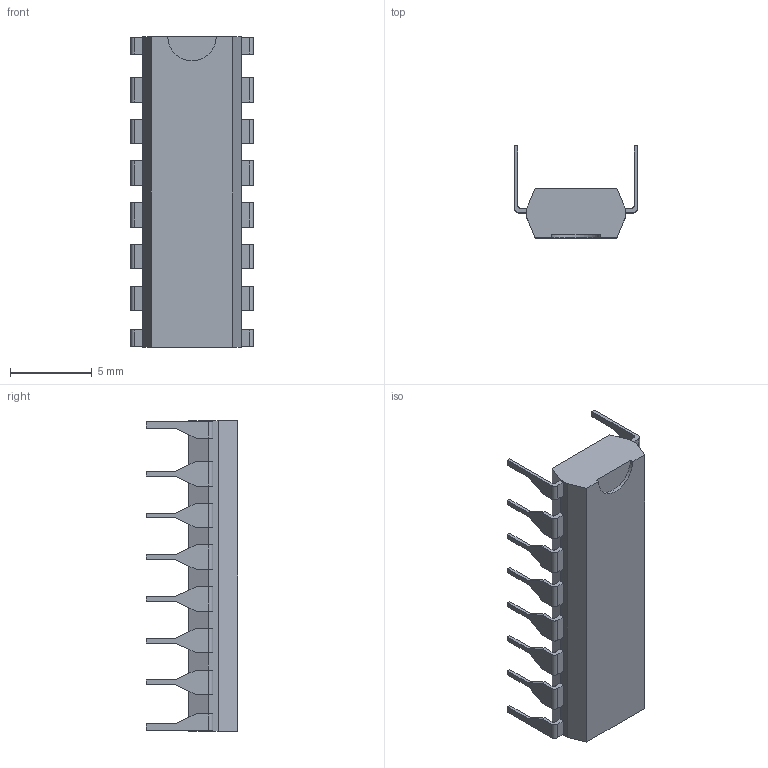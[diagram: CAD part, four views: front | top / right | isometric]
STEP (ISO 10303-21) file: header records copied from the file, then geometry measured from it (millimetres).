
FILE_DESCRIPTION(/* description */ (''),/* implementation_level */ '2;1');
FILE_NAME(/* name */ '74hc595.stp',/* time_stamp */ '2018-01-24T12:34:19+02:00',/* author */ ('Cristian'),/* organization */ (''),/* preprocessor_version */ 'ST-DEVELOPER v16.13',/* originating_system */ 'Autodesk Inventor 2018',/* authorisation */ '');
FILE_SCHEMA (('AUTOMOTIVE_DESIGN { 1 0 10303 214 3 1 1 }'));
Length unit declared in the file: millimetre
Products named in the file (1): 74hc595_2
Bounding box: 7.5 x 5.6 x 19 mm (x, y, z)
Volume: 331.5 mm3; surface area: 488.6 mm2
Topology: 1 solids, 1 shells, 216 faces, 610 edges, 396 vertices
Faces by surface type: plane 183, cylinder 33
Entity records: 6922 total; most frequent: CARTESIAN_POINT 1223, ORIENTED_EDGE 1220, DIRECTION 1110, EDGE_CURVE 610, LINE 544, VECTOR 544, VERTEX_POINT 396, AXIS2_PLACEMENT_3D 283
